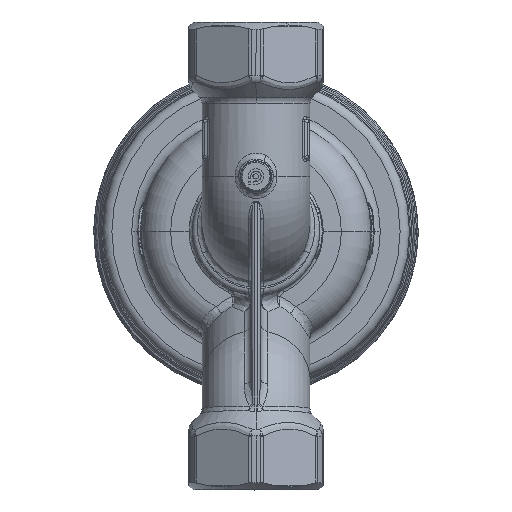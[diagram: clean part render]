
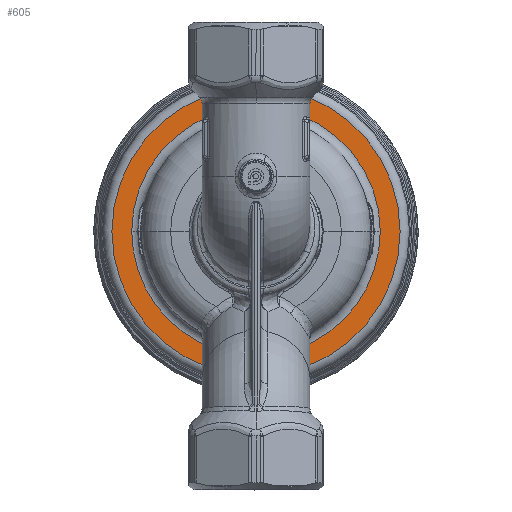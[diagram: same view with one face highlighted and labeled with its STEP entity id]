
A CAD part, top view. The second image highlights one B-rep face of the part: STEP entity #605.
In plain terms, the highlighted planar face has unit normal (0, 0, 1).
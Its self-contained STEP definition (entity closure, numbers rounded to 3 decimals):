
#509=CARTESIAN_POINT('Vertex',(0.,46.208,-46.)) ;
#516=CARTESIAN_POINT('Vertex',(0.,-46.208,-46.)) ;
#519=CARTESIAN_POINT('Axis2P3D Location',(0.,0.,-46.)) ;
#537=CARTESIAN_POINT('Axis2P3D Location',(0.,0.,-46.)) ;
#550=CARTESIAN_POINT('Axis2P3D Location',(0.,52.,-46.)) ;
#560=CARTESIAN_POINT('Control Point',(-12.221,-37.93,-46.)) ;
#561=CARTESIAN_POINT('Control Point',(-11.913,-38.184,-46.)) ;
#562=CARTESIAN_POINT('Control Point',(-11.598,-38.431,-46.)) ;
#563=CARTESIAN_POINT('Control Point',(-11.278,-38.671,-46.)) ;
#564=CARTESIAN_POINT('Control Point',(-9.526,-39.911,-46.)) ;
#565=CARTESIAN_POINT('Control Point',(-7.612,-40.916,-46.)) ;
#566=CARTESIAN_POINT('Control Point',(-5.966,-41.555,-46.)) ;
#567=CARTESIAN_POINT('Control Point',(-2.75,-42.388,-46.)) ;
#568=CARTESIAN_POINT('Control Point',(0.568,-42.497,-46.)) ;
#569=CARTESIAN_POINT('Control Point',(2.123,-42.384,-46.)) ;
#570=CARTESIAN_POINT('Control Point',(5.256,-41.822,-46.)) ;
#571=CARTESIAN_POINT('Control Point',(8.202,-40.626,-46.)) ;
#572=CARTESIAN_POINT('Control Point',(9.636,-39.859,-46.)) ;
#573=CARTESIAN_POINT('Control Point',(10.979,-38.955,-46.)) ;
#574=CARTESIAN_POINT('Control Point',(12.221,-37.93,-46.)) ;
#575=CARTESIAN_POINT('Vertex',(12.221,-37.93,-46.)) ;
#577=CARTESIAN_POINT('Vertex',(-12.221,-37.93,-46.)) ;
#580=CARTESIAN_POINT('Axis2P3D Location',(0.,0.,-46.)) ;
#584=CARTESIAN_POINT('Vertex',(-39.85,0.,-46.)) ;
#587=CARTESIAN_POINT('Axis2P3D Location',(0.,0.,-46.)) ;
#591=CARTESIAN_POINT('Vertex',(39.85,0.,-46.)) ;
#594=CARTESIAN_POINT('Axis2P3D Location',(0.,0.,-46.)) ;
#520=DIRECTION('Axis2P3D Direction',(0.,-0.,1.)) ;
#538=DIRECTION('Axis2P3D Direction',(0.,0.,1.)) ;
#551=DIRECTION('Axis2P3D Direction',(0.,0.,1.)) ;
#552=DIRECTION('Axis2P3D XDirection',(1.,0.,0.)) ;
#581=DIRECTION('Axis2P3D Direction',(0.,0.,1.)) ;
#588=DIRECTION('Axis2P3D Direction',(0.,0.,1.)) ;
#595=DIRECTION('Axis2P3D Direction',(0.,0.,1.)) ;
#521=AXIS2_PLACEMENT_3D('Circle Axis2P3D',#519,#520,$) ;
#539=AXIS2_PLACEMENT_3D('Circle Axis2P3D',#537,#538,$) ;
#553=AXIS2_PLACEMENT_3D('Plane Axis2P3D',#550,#551,#552) ;
#582=AXIS2_PLACEMENT_3D('Circle Axis2P3D',#580,#581,$) ;
#589=AXIS2_PLACEMENT_3D('Circle Axis2P3D',#587,#588,$) ;
#596=AXIS2_PLACEMENT_3D('Circle Axis2P3D',#594,#595,$) ;
#522=CIRCLE('generated circle',#521,46.208) ;
#540=CIRCLE('generated circle',#539,46.208) ;
#583=CIRCLE('generated circle',#582,39.85) ;
#590=CIRCLE('generated circle',#589,39.85) ;
#597=CIRCLE('generated circle',#596,39.85) ;
#554=PLANE('',#553) ;
#604=FACE_BOUND('',#599,.T.) ;
#523=EDGE_CURVE('',#510,#517,#522,.T.) ;
#541=EDGE_CURVE('',#517,#510,#540,.T.) ;
#579=EDGE_CURVE('',#576,#578,#559,.F.) ;
#586=EDGE_CURVE('',#578,#585,#583,.F.) ;
#593=EDGE_CURVE('',#585,#592,#590,.F.) ;
#598=EDGE_CURVE('',#592,#576,#597,.F.) ;
#556=ORIENTED_EDGE('',*,*,#541,.T.) ;
#557=ORIENTED_EDGE('',*,*,#523,.T.) ;
#600=ORIENTED_EDGE('',*,*,#579,.T.) ;
#601=ORIENTED_EDGE('',*,*,#586,.T.) ;
#602=ORIENTED_EDGE('',*,*,#593,.T.) ;
#603=ORIENTED_EDGE('',*,*,#598,.T.) ;
#555=EDGE_LOOP('',(#556,#557)) ;
#599=EDGE_LOOP('',(#600,#601,#602,#603)) ;
#510=VERTEX_POINT('',#509) ;
#517=VERTEX_POINT('',#516) ;
#576=VERTEX_POINT('',#575) ;
#578=VERTEX_POINT('',#577) ;
#585=VERTEX_POINT('',#584) ;
#592=VERTEX_POINT('',#591) ;
#605=ADVANCED_FACE('PartBody',(#558,#604),#554,.T.) ;
#559=B_SPLINE_CURVE_WITH_KNOTS('',5,(#560,#561,#562,#563,#564,#565,#566,#567,#568,#569,#570,#571,#572,#573,#574),.UNSPECIFIED.,.F.,.U.,(6,3,3,3,6),(26.723,29.363,40.88,51.052,61.686),.UNSPECIFIED.) ;
#558=FACE_OUTER_BOUND('',#555,.T.) ;
